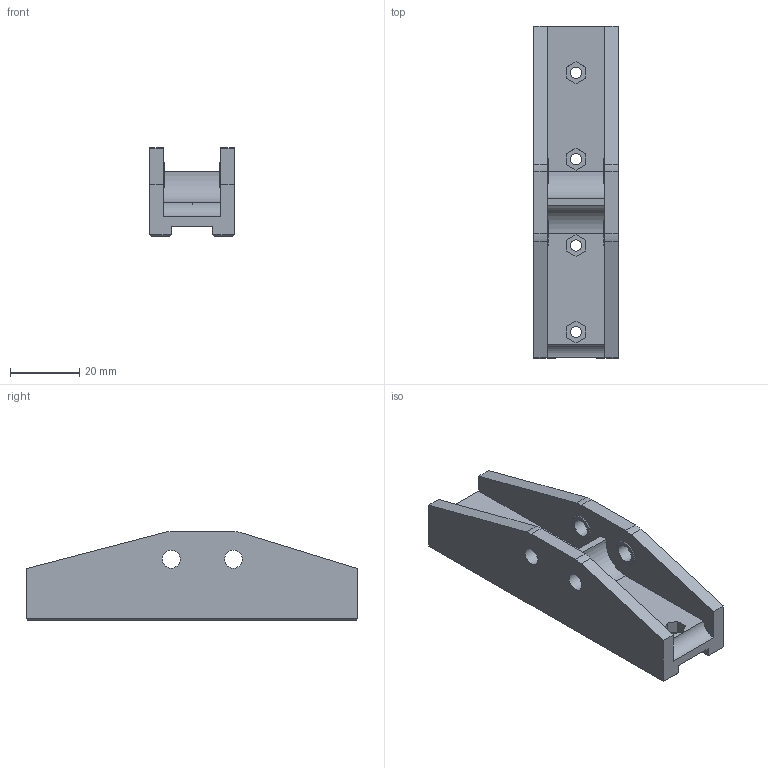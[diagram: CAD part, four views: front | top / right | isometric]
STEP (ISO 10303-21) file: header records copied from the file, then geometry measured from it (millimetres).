
FILE_DESCRIPTION(/* description */ (''),/* implementation_level */ '2;1');
FILE_NAME(/* name */ 'rail idler.step',/* time_stamp */ '2024-06-20T12:57:45+02:00',/* author */ (''),/* organization */ (''),/* preprocessor_version */ 'ST-DEVELOPER v20',/* originating_system */ 'Autodesk Translation Framework v13.14.0.145',/* authorisation */ '');
FILE_SCHEMA (('AUTOMOTIVE_DESIGN { 1 0 10303 214 3 1 1 }'));
Length unit declared in the file: millimetre
Products named in the file (1): rail idler wide
Bounding box: 24.5 x 96 x 25.73 mm (x, y, z)
Volume: 28119.4 mm3; surface area: 12625.9 mm2
Topology: 1 solids, 1 shells, 123 faces, 323 edges, 206 vertices
Faces by surface type: plane 104, cylinder 15, cone 4
Full cylindrical faces by diameter (mm): 3.3 x4, 5.2 x4
Entity records: 3788 total; most frequent: CARTESIAN_POINT 653, ORIENTED_EDGE 646, DIRECTION 621, EDGE_CURVE 323, LINE 273, VECTOR 273, VERTEX_POINT 206, AXIS2_PLACEMENT_3D 174
